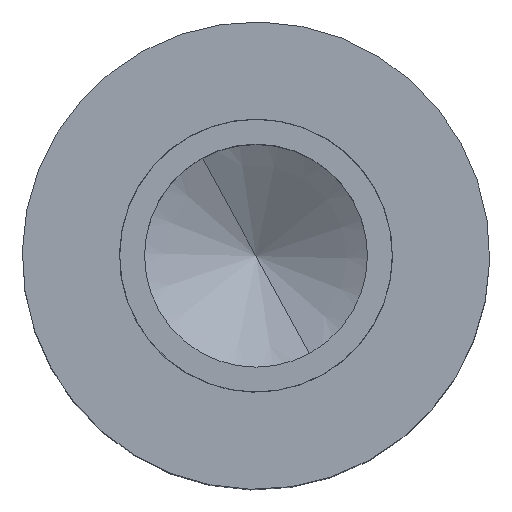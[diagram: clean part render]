
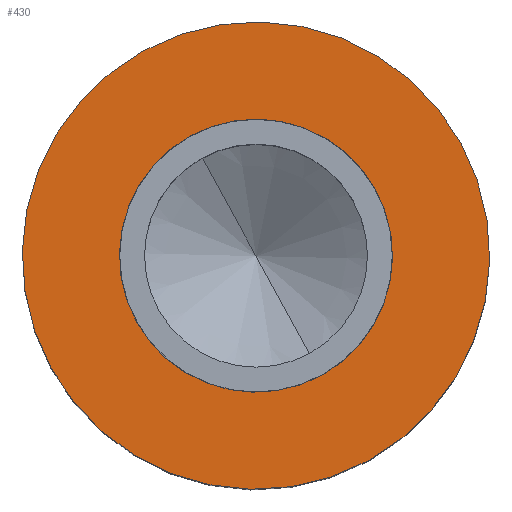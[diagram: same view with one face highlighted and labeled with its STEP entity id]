
A CAD part, top view. The second image highlights one B-rep face of the part: STEP entity #430.
In plain terms, the highlighted planar face has unit normal (0, 0, 1).
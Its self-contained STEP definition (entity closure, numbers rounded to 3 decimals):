
#166=CARTESIAN_POINT('Axis2P3D Location',(0.,7.01,15.75)) ;
#207=CARTESIAN_POINT('Vertex',(3.361,-6.152,15.75)) ;
#223=CARTESIAN_POINT('Vertex',(-3.361,6.152,15.75)) ;
#226=CARTESIAN_POINT('Axis2P3D Location',(0.,0.,15.75)) ;
#243=CARTESIAN_POINT('Axis2P3D Location',(0.,0.,15.75)) ;
#352=CARTESIAN_POINT('Vertex',(5.753,-10.531,15.75)) ;
#355=CARTESIAN_POINT('Axis2P3D Location',(0.,0.,15.75)) ;
#359=CARTESIAN_POINT('Vertex',(-5.753,10.531,15.75)) ;
#381=CARTESIAN_POINT('Axis2P3D Location',(0.,0.,15.75)) ;
#167=DIRECTION('Axis2P3D Direction',(0.,0.,1.)) ;
#168=DIRECTION('Axis2P3D XDirection',(1.,0.,0.)) ;
#227=DIRECTION('Axis2P3D Direction',(0.,0.,1.)) ;
#244=DIRECTION('Axis2P3D Direction',(0.,0.,1.)) ;
#356=DIRECTION('Axis2P3D Direction',(0.,0.,1.)) ;
#382=DIRECTION('Axis2P3D Direction',(0.,0.,1.)) ;
#169=AXIS2_PLACEMENT_3D('Plane Axis2P3D',#166,#167,#168) ;
#228=AXIS2_PLACEMENT_3D('Circle Axis2P3D',#226,#227,$) ;
#245=AXIS2_PLACEMENT_3D('Circle Axis2P3D',#243,#244,$) ;
#357=AXIS2_PLACEMENT_3D('Circle Axis2P3D',#355,#356,$) ;
#383=AXIS2_PLACEMENT_3D('Circle Axis2P3D',#381,#382,$) ;
#423=ORIENTED_EDGE('',*,*,#385,.T.) ;
#424=ORIENTED_EDGE('',*,*,#361,.T.) ;
#427=ORIENTED_EDGE('',*,*,#230,.F.) ;
#428=ORIENTED_EDGE('',*,*,#247,.F.) ;
#429=FACE_BOUND('',#426,.T.) ;
#430=ADVANCED_FACE('Corps principal',(#425,#429),#170,.T.) ;
#229=CIRCLE('generated circle',#228,7.01) ;
#246=CIRCLE('generated circle',#245,7.01) ;
#358=CIRCLE('generated circle',#357,12.) ;
#384=CIRCLE('generated circle',#383,12.) ;
#230=EDGE_CURVE('',#224,#208,#229,.T.) ;
#247=EDGE_CURVE('',#208,#224,#246,.T.) ;
#361=EDGE_CURVE('',#360,#353,#358,.T.) ;
#385=EDGE_CURVE('',#353,#360,#384,.T.) ;
#422=EDGE_LOOP('',(#423,#424)) ;
#426=EDGE_LOOP('',(#427,#428)) ;
#425=FACE_OUTER_BOUND('',#422,.T.) ;
#170=PLANE('Plane',#169) ;
#208=VERTEX_POINT('',#207) ;
#224=VERTEX_POINT('',#223) ;
#353=VERTEX_POINT('',#352) ;
#360=VERTEX_POINT('',#359) ;
